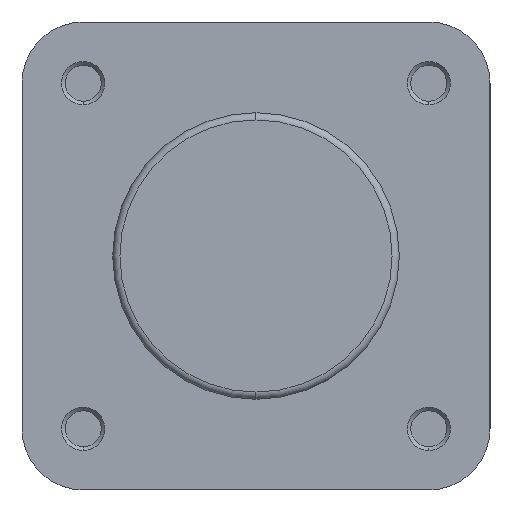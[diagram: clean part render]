
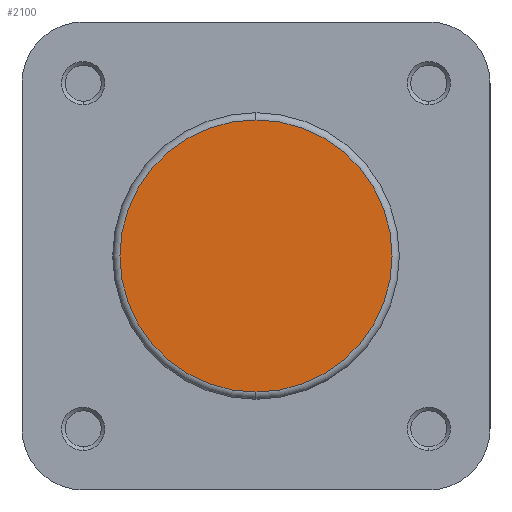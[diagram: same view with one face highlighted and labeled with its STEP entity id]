
A CAD part, left-side view. The second image highlights one B-rep face of the part: STEP entity #2100.
In plain terms, the highlighted planar face has unit normal (-1, 0, 0).
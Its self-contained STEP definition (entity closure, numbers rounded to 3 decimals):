
#391 = ORIENTED_EDGE ( 'NONE', *, *, #3260, .T. ) ;
#392 = ORIENTED_EDGE ( 'NONE', *, *, #3319, .T. ) ;
#760 = EDGE_LOOP ( 'NONE', ( #392, #391 ) ) ;
#1253 = CIRCLE ( 'NONE', #3712, 18.9 ) ;
#1342 = CIRCLE ( 'NONE', #3743, 18.9 ) ;
#1660 = CARTESIAN_POINT ( 'NONE',  ( 21., 0., 0. ) ) ;
#1661 = DIRECTION ( 'NONE',  ( -1., 0., 0. ) ) ;
#1662 = DIRECTION ( 'NONE',  ( 0., 0., -1. ) ) ;
#1837 = CARTESIAN_POINT ( 'NONE',  ( 21., 0., 0. ) ) ;
#1843 = DIRECTION ( 'NONE',  ( -1., 0., 0. ) ) ;
#1844 = DIRECTION ( 'NONE',  ( 0., 0., -1. ) ) ;
#2100 = ADVANCED_FACE ( 'NONE', ( #2564 ), #4096, .F. ) ;
#2152 = CARTESIAN_POINT ( 'NONE',  ( 21., 0., -18.9 ) ) ;
#2234 = CARTESIAN_POINT ( 'NONE',  ( 21., 0., 18.9 ) ) ;
#2564 = FACE_OUTER_BOUND ( 'NONE', #760, .T. ) ;
#3260 = EDGE_CURVE ( 'NONE', #4443, #3996, #1253, .T. ) ;
#3319 = EDGE_CURVE ( 'NONE', #3996, #4443, #1342, .T. ) ;
#3493 = AXIS2_PLACEMENT_3D ( 'NONE', #4088, #4076, #4075 ) ;
#3712 = AXIS2_PLACEMENT_3D ( 'NONE', #1660, #1661, #1662 ) ;
#3743 = AXIS2_PLACEMENT_3D ( 'NONE', #1837, #1843, #1844 ) ;
#3996 = VERTEX_POINT ( 'NONE', #2152 ) ;
#4075 = DIRECTION ( 'NONE',  ( 0., 0., -1. ) ) ;
#4076 = DIRECTION ( 'NONE',  ( 1., 0., 0. ) ) ;
#4088 = CARTESIAN_POINT ( 'NONE',  ( 21., 19.9, 0. ) ) ;
#4096 = PLANE ( 'NONE',  #3493 ) ;
#4443 = VERTEX_POINT ( 'NONE', #2234 ) ;
